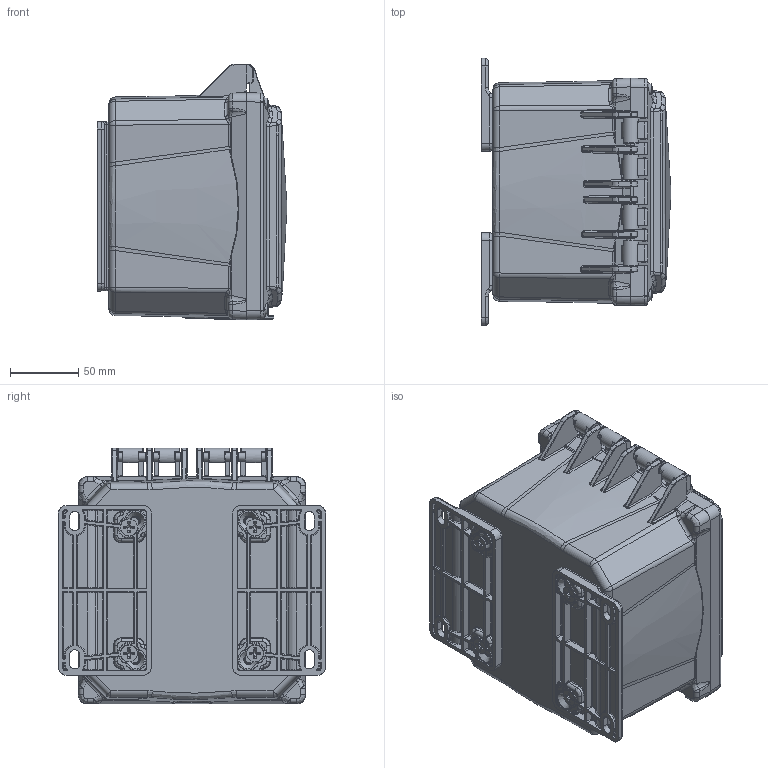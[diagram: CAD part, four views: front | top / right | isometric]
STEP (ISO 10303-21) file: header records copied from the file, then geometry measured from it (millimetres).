
FILE_DESCRIPTION((''),'2;1');
FILE_NAME('H6064HCF_ASM','2016-12-23T',('tstokes'),(''),'CREO PARAMETRIC BY PTC INC, 2016050','CREO PARAMETRIC BY PTC INC, 2016050','');
FILE_SCHEMA(('CONFIG_CONTROL_DESIGN'));
Products named in the file (9): H664BH; 9912525-80-10; 9912521-80-10; H664BH_ASM; H66CHC; 9912538-82-10; MFLK6; 9912530-82-10; H6064HCF_ASM
Assembly tree (25 placements, depth 3):
  H6064HCF_ASM
    H664BH_ASM
      H664BH
      9912525-80-10  x8
      9912521-80-10  x4
    H66CHC
    9912538-82-10  x4
    MFLK6  x2
    9912530-82-10  x4
Bounding box: 138.81 x 195.33 x 186.92 mm (x, y, z)
Volume: 648245.8 mm3; surface area: 356143.1 mm2
Topology: 24 solids, 24 shells, 3845 faces, 8985 edges, 5332 vertices
Faces by surface type: cylinder 1536, plane 895, bspline 834, cone 292, sphere 164, torus 124
Entity records: 109153 total; most frequent: CARTESIAN_POINT 53275, ORIENTED_EDGE 12498, DIRECTION 10304, EDGE_CURVE 6249, AXIS2_PLACEMENT_3D 3920, VERTEX_POINT 3655, EDGE_LOOP 2788, FACE_OUTER_BOUND 2680
